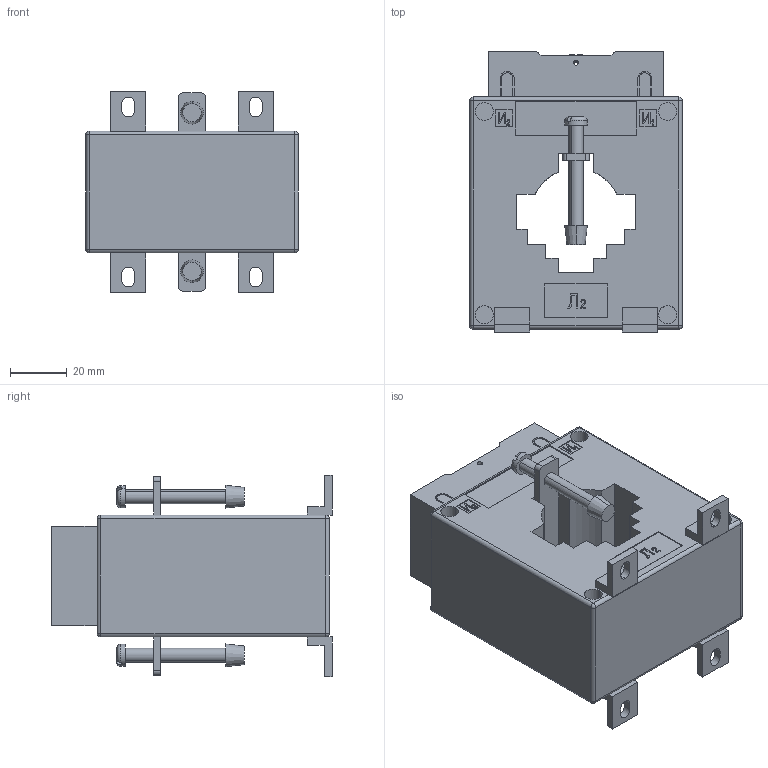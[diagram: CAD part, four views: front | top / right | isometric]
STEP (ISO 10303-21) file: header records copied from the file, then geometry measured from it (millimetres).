
FILE_DESCRIPTION (( 'STEP AP214' ), '1' );
FILE_NAME ('ITB30-2-05-0400 Òðàíñôîðìàòîð òîêà ÒØÏ-0,66 400_5À 5ÂÀ êëàññ 0,5 ãàáàðèò 40 ÈÝÊ.STEP', '2018-02-02T06:39:42', ( '' ), ( '' ), 'SwSTEP 2.0', 'SolidWorks 2014', '' );
FILE_SCHEMA (( 'AUTOMOTIVE_DESIGN' ));
Length unit declared in the file: millimetre
Products named in the file (1): ITB30-2-05-0400 Òðàíñôîðìàòîð òîêà ÒØÏ-0,66  400_5À  5ÂÀ  êëàññ 0,5 ãàáàðèò 40  ÈÝÊ
Bounding box: 75 x 99 x 71 mm (x, y, z)
Volume: 234133.5 mm3; surface area: 51803.8 mm2
Topology: 6 solids, 6 shells, 941 faces, 2471 edges, 1578 vertices
Faces by surface type: plane 613, cylinder 194, cone 78, bspline 38, torus 10, sphere 8
Entity records: 31032 total; most frequent: CARTESIAN_POINT 8189, ORIENTED_EDGE 4926, DIRECTION 4419, EDGE_CURVE 2463, LINE 1643, VECTOR 1643, VERTEX_POINT 1578, AXIS2_PLACEMENT_3D 1388
